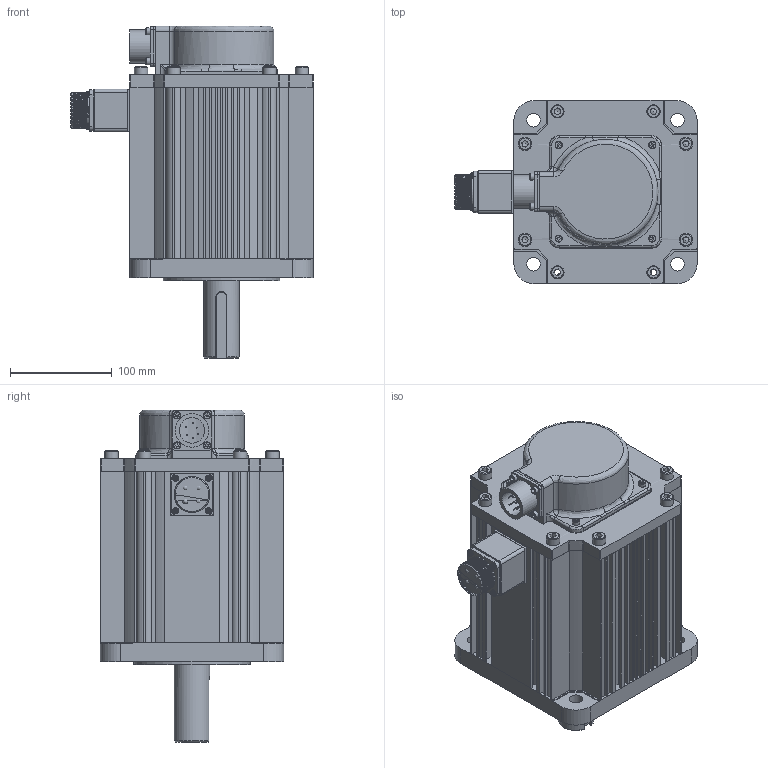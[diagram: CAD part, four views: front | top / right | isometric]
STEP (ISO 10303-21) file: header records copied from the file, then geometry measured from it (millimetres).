
FILE_DESCRIPTION (( 'STEP AP214' ), '1' );
FILE_NAME ('MS6H-27015B.STEP', '2020-04-30T01:14:02', ( '微软用户' ), ( '微软中国' ), 'SwSTEP 2.0', 'SolidWorks 2016', '' );
FILE_SCHEMA (( 'AUTOMOTIVE_DESIGN' ));
Length unit declared in the file: millimetre
Products named in the file (1): MS6H-27015B
Bounding box: 237.9 x 180 x 326 mm (x, y, z)
Surface area: 372473.5 mm2 (no closed solid volume)
Topology: 0 solids, 66 shells, 892 faces, 2702 edges, 1828 vertices
Faces by surface type: plane 480, cylinder 261, bspline 89, cone 50, torus 8, sphere 4
Full cylindrical faces by diameter (mm): 1 x6, 2 x1, 5 x4, 6 x4, 7 x8, 10.2 x1, 13 x10, 13.5 x4, 15 x8, 25 x1, 33 x2, 35 x4, 45 x2, 62 x1, 114.3 x1, 130 x1, 160 x1
Entity records: 65925 total; most frequent: CARTESIAN_POINT 43523, ORIENTED_EDGE 4414, DIRECTION 4309, EDGE_CURVE 2504, VERTEX_POINT 1765, VECTOR 1483, LINE 1483, AXIS2_PLACEMENT_3D 1413
